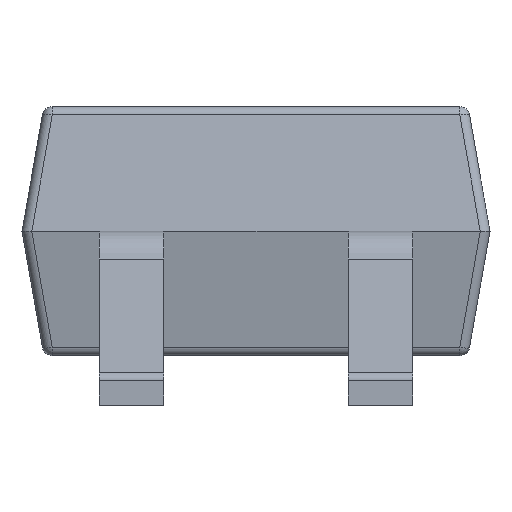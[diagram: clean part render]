
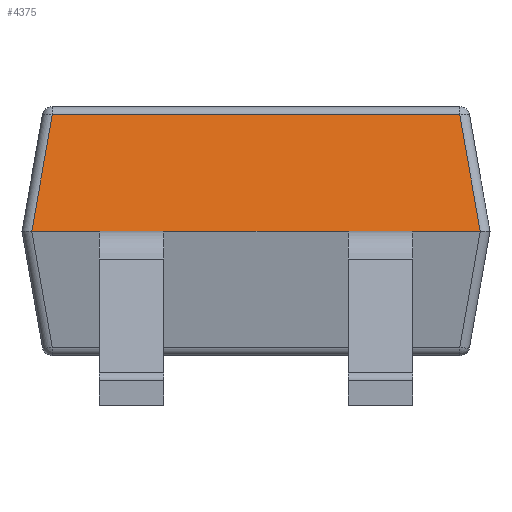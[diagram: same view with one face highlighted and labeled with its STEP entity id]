
A CAD part, front view. The second image highlights one B-rep face of the part: STEP entity #4375.
In plain terms, the highlighted planar face has unit normal (0, -0.985, 0.174).
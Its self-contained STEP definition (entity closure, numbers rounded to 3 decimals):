
#530 = CARTESIAN_POINT ( 'NONE',  ( -2.254, -1.903, -0.016 ) ) ;
#711 = DIRECTION ( 'NONE',  ( -0.171, 0.171, 0.97 ) ) ;
#1794 = CARTESIAN_POINT ( 'NONE',  ( -2.13, -1.694, 1.167 ) ) ;
#1838 = CARTESIAN_POINT ( 'NONE',  ( -2.35, -1.9, 0. ) ) ;
#2747 = CARTESIAN_POINT ( 'NONE',  ( 2.117, -1.765, 0.764 ) ) ;
#2829 = FACE_OUTER_BOUND ( 'NONE', #10039, .T. ) ;
#3769 = VECTOR ( 'NONE', #711, 1000. ) ;
#3850 = ORIENTED_EDGE ( 'NONE', *, *, #8320, .T. ) ;
#4140 = LINE ( 'NONE', #2747, #3769 ) ;
#4326 = CARTESIAN_POINT ( 'NONE',  ( 2.252, -1.9, 0. ) ) ;
#4375 = ADVANCED_FACE ( 'NONE', ( #2829 ), #6283, .T. ) ;
#4702 = CARTESIAN_POINT ( 'NONE',  ( -2.252, -1.9, 0. ) ) ;
#5068 = VERTEX_POINT ( 'NONE', #6927 ) ;
#6154 = CARTESIAN_POINT ( 'NONE',  ( -2.35, -1.9, 0. ) ) ;
#6197 = DIRECTION ( 'NONE',  ( 0., -0.985, 0.174 ) ) ;
#6283 = PLANE ( 'NONE',  #10827 ) ;
#6474 = DIRECTION ( 'NONE',  ( -1., 0., 0. ) ) ;
#6481 = VECTOR ( 'NONE', #9711, 1000. ) ;
#6520 = DIRECTION ( 'NONE',  ( 0., -0.174, -0.985 ) ) ;
#6534 = ORIENTED_EDGE ( 'NONE', *, *, #6893, .T. ) ;
#6620 = EDGE_CURVE ( 'NONE', #11742, #5068, #4140, .T. ) ;
#6893 = EDGE_CURVE ( 'NONE', #14972, #10982, #12949, .T. ) ;
#6927 = CARTESIAN_POINT ( 'NONE',  ( 2.046, -1.694, 1.167 ) ) ;
#7468 = LINE ( 'NONE', #6154, #6481 ) ;
#8320 = EDGE_CURVE ( 'NONE', #10982, #11742, #7468, .T. ) ;
#9711 = DIRECTION ( 'NONE',  ( 1., 0., 0. ) ) ;
#9954 = ORIENTED_EDGE ( 'NONE', *, *, #6620, .T. ) ;
#10039 = EDGE_LOOP ( 'NONE', ( #3850, #9954, #14421, #6534 ) ) ;
#10827 = AXIS2_PLACEMENT_3D ( 'NONE', #1838, #6197, #6520 ) ;
#10982 = VERTEX_POINT ( 'NONE', #4702 ) ;
#11503 = CARTESIAN_POINT ( 'NONE',  ( -2.046, -1.694, 1.167 ) ) ;
#11742 = VERTEX_POINT ( 'NONE', #4326 ) ;
#12186 = DIRECTION ( 'NONE',  ( -0.171, -0.171, -0.97 ) ) ;
#12297 = LINE ( 'NONE', #1794, #14737 ) ;
#12554 = VECTOR ( 'NONE', #12186, 1000. ) ;
#12949 = LINE ( 'NONE', #530, #12554 ) ;
#13821 = EDGE_CURVE ( 'NONE', #5068, #14972, #12297, .T. ) ;
#14421 = ORIENTED_EDGE ( 'NONE', *, *, #13821, .T. ) ;
#14737 = VECTOR ( 'NONE', #6474, 1000. ) ;
#14972 = VERTEX_POINT ( 'NONE', #11503 ) ;
